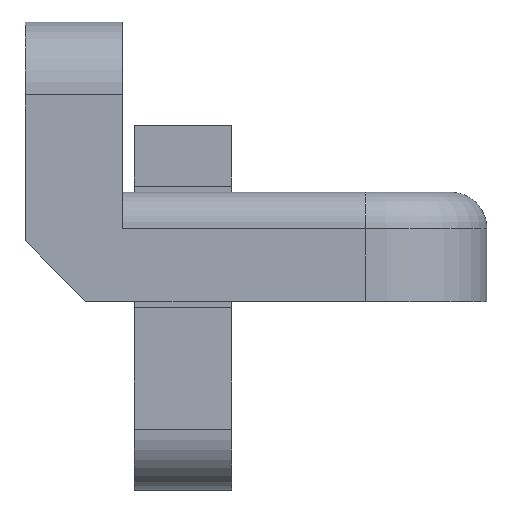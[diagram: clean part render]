
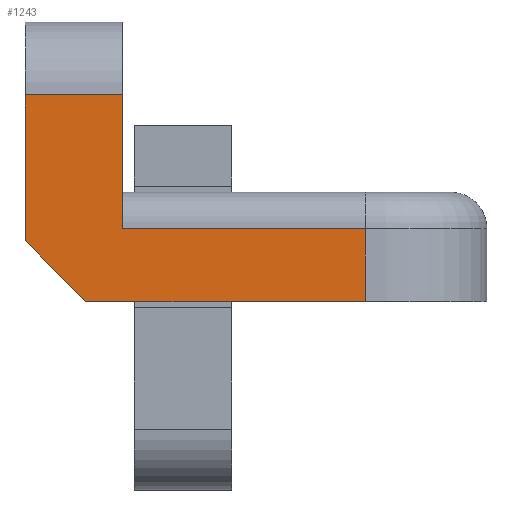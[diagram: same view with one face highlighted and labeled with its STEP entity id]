
A CAD part, left-side view. The second image highlights one B-rep face of the part: STEP entity #1243.
In plain terms, the highlighted planar face has unit normal (-1, 0, 0).
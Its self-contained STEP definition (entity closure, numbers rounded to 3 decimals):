
#139=FACE_OUTER_BOUND('',#208,.T.);
#208=EDGE_LOOP('',(#849,#850,#851,#852,#853,#854,#855));
#286=LINE('',#1690,#406);
#288=LINE('',#1696,#408);
#289=LINE('',#1698,#409);
#290=LINE('',#1700,#410);
#291=LINE('',#1702,#411);
#292=LINE('',#1704,#412);
#293=LINE('',#1705,#413);
#406=VECTOR('',#1433,10.);
#408=VECTOR('',#1439,10.);
#409=VECTOR('',#1440,10.);
#410=VECTOR('',#1441,10.);
#411=VECTOR('',#1442,10.);
#412=VECTOR('',#1443,10.);
#413=VECTOR('',#1444,10.);
#527=VERTEX_POINT('',#1687);
#528=VERTEX_POINT('',#1689);
#530=VERTEX_POINT('',#1695);
#531=VERTEX_POINT('',#1697);
#532=VERTEX_POINT('',#1699);
#533=VERTEX_POINT('',#1701);
#534=VERTEX_POINT('',#1703);
#655=EDGE_CURVE('',#527,#528,#286,.T.);
#658=EDGE_CURVE('',#527,#530,#288,.T.);
#659=EDGE_CURVE('',#531,#530,#289,.T.);
#660=EDGE_CURVE('',#531,#532,#290,.T.);
#661=EDGE_CURVE('',#533,#532,#291,.T.);
#662=EDGE_CURVE('',#534,#533,#292,.T.);
#663=EDGE_CURVE('',#534,#528,#293,.T.);
#849=ORIENTED_EDGE('',*,*,#655,.F.);
#850=ORIENTED_EDGE('',*,*,#658,.T.);
#851=ORIENTED_EDGE('',*,*,#659,.F.);
#852=ORIENTED_EDGE('',*,*,#660,.T.);
#853=ORIENTED_EDGE('',*,*,#661,.F.);
#854=ORIENTED_EDGE('',*,*,#662,.F.);
#855=ORIENTED_EDGE('',*,*,#663,.T.);
#1205=PLANE('',#1345);
#1243=ADVANCED_FACE('',(#139),#1205,.T.);
#1345=AXIS2_PLACEMENT_3D('',#1694,#1437,#1438);
#1433=DIRECTION('',(0.,-1.,0.));
#1437=DIRECTION('center_axis',(-1.,0.,0.));
#1438=DIRECTION('ref_axis',(0.,0.,1.));
#1439=DIRECTION('',(0.,0.,-1.));
#1440=DIRECTION('',(0.,0.707,0.707));
#1441=DIRECTION('',(0.,-1.,0.));
#1442=DIRECTION('',(0.,0.,-1.));
#1443=DIRECTION('',(0.,-1.,0.));
#1444=DIRECTION('',(0.,0.,1.));
#1687=CARTESIAN_POINT('',(-10.,0.,17.));
#1689=CARTESIAN_POINT('',(-10.,-8.,17.));
#1690=CARTESIAN_POINT('',(-10.,-9.5,17.));
#1694=CARTESIAN_POINT('Origin',(-10.,-19.,11.5));
#1695=CARTESIAN_POINT('',(-10.,0.,5.));
#1696=CARTESIAN_POINT('',(-10.,0.,23.));
#1697=CARTESIAN_POINT('',(-10.,-5.,0.));
#1698=CARTESIAN_POINT('',(-10.,-4.375,0.625));
#1699=CARTESIAN_POINT('',(-10.,-28.,0.));
#1700=CARTESIAN_POINT('',(-10.,0.,0.));
#1701=CARTESIAN_POINT('',(-10.,-28.,6.));
#1702=CARTESIAN_POINT('',(-10.,-28.,10.25));
#1703=CARTESIAN_POINT('',(-10.,-8.,6.));
#1704=CARTESIAN_POINT('',(-10.,-13.5,6.));
#1705=CARTESIAN_POINT('',(-10.,-8.,23.));
